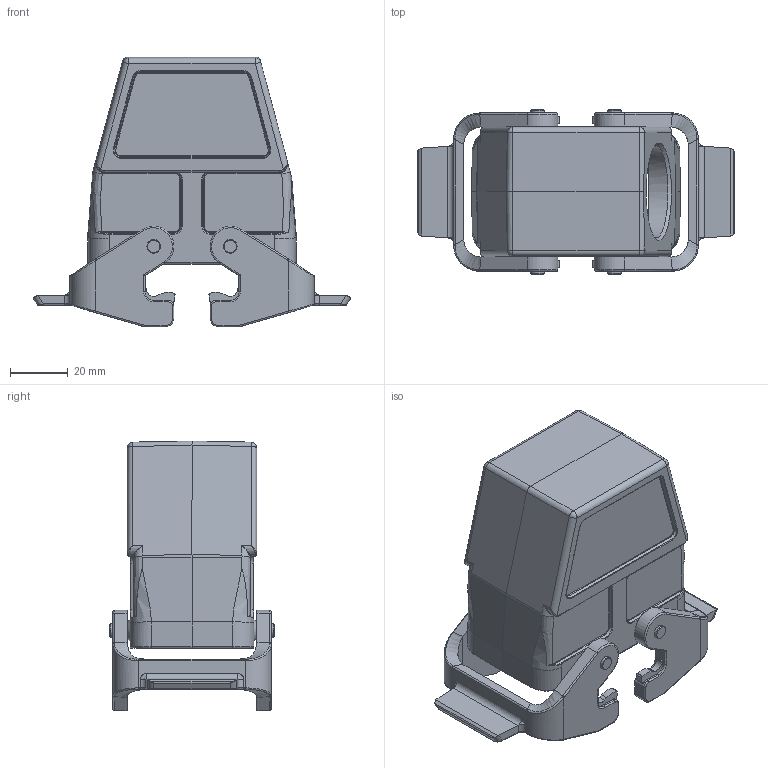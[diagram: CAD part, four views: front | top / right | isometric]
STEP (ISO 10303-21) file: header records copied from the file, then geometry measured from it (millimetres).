
FILE_DESCRIPTION(/* description */ (''),/* implementation_level */ '2;1');
FILE_NAME(/* name */ '100105909ugm000_c.stp',/* time_stamp */ '2017-10-30T15:03:01+01:00',/* author */ (''),/* organization */ (''),/* preprocessor_version */ 'ST-DEVELOPER v16',/* originating_system */ 'SIEMENS PLM Software NX 10.0',/* authorisation */ '');
FILE_SCHEMA (('AUTOMOTIVE_DESIGN { 1 0 10303 214 3 1 1 1 }'));
Length unit declared in the file: millimetre
Products named in the file (1): 100105909ugm000_c
Bounding box: 110 x 57.2 x 93.8 mm (x, y, z)
Volume: 78705.1 mm3; surface area: 45021.8 mm2
Topology: 3 solids, 3 shells, 721 faces, 1832 edges, 1133 vertices
Faces by surface type: plane 253, cylinder 226, bspline 127, torus 54, cone 51, sphere 10
Full cylindrical faces by diameter (mm): 3 x4, 32 x1
Entity records: 29535 total; most frequent: CARTESIAN_POINT 10529, ORIENTED_EDGE 3466, DIRECTION 3210, EDGE_CURVE 1733, AXIS2_PLACEMENT_3D 1174, VERTEX_POINT 1075, LINE 862, VECTOR 862
